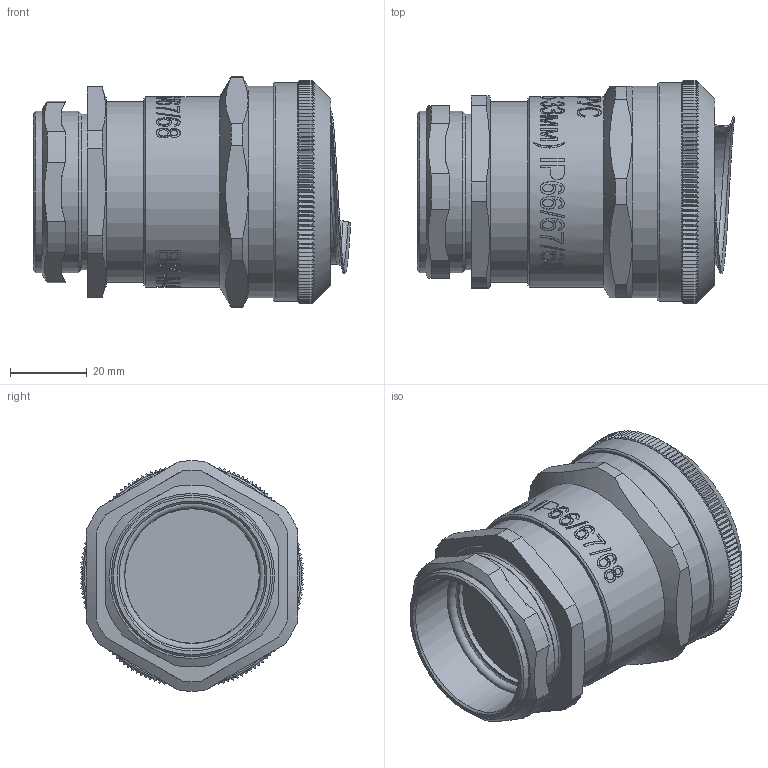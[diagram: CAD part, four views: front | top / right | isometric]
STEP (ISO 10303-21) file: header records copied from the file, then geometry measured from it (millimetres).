
FILE_DESCRIPTION(/* description */ (''),/* implementation_level */ '2;1');
FILE_NAME(/* name */ 'Модель ВК-М42-33-МР38.stp',/* time_stamp */ '2020-07-17T11:04:03+07:00',/* author */ ('Борисов Е'),/* organization */ (''),/* preprocessor_version */ 'ST-DEVELOPER v17',/* originating_system */ 'Autodesk Inventor 2019',/* authorisation */ '');
FILE_SCHEMA (('AUTOMOTIVE_DESIGN { 1 0 10303 214 3 1 1 }'));
Length unit declared in the file: millimetre
Products named in the file (1): Модель ВК-М4
2-33-МР38
Bounding box: 82.67 x 58.31 x 59.96 mm (x, y, z)
Volume: 113309.7 mm3; surface area: 32148.6 mm2
Topology: 1 solids, 1 shells, 1057 faces, 2697 edges, 1710 vertices
Faces by surface type: plane 462, bspline 334, cone 167, cylinder 88, torus 6
Full cylindrical faces by diameter (mm): 35 x1, 37 x1, 37.8 x1, 38 x1, 40.6 x1, 42 x2, 46 x1, 46.8 x1, 47 x1, 48.2 x1, 49.6 x1, 52 x1, 53.4 x1, 55 x1, 57 x1
Entity records: 39822 total; most frequent: CARTESIAN_POINT 16951, ORIENTED_EDGE 5394, DIRECTION 3331, EDGE_CURVE 2697, VERTEX_POINT 1710, AXIS2_PLACEMENT_3D 1189, EDGE_LOOP 1125, FACE_OUTER_BOUND 1057
